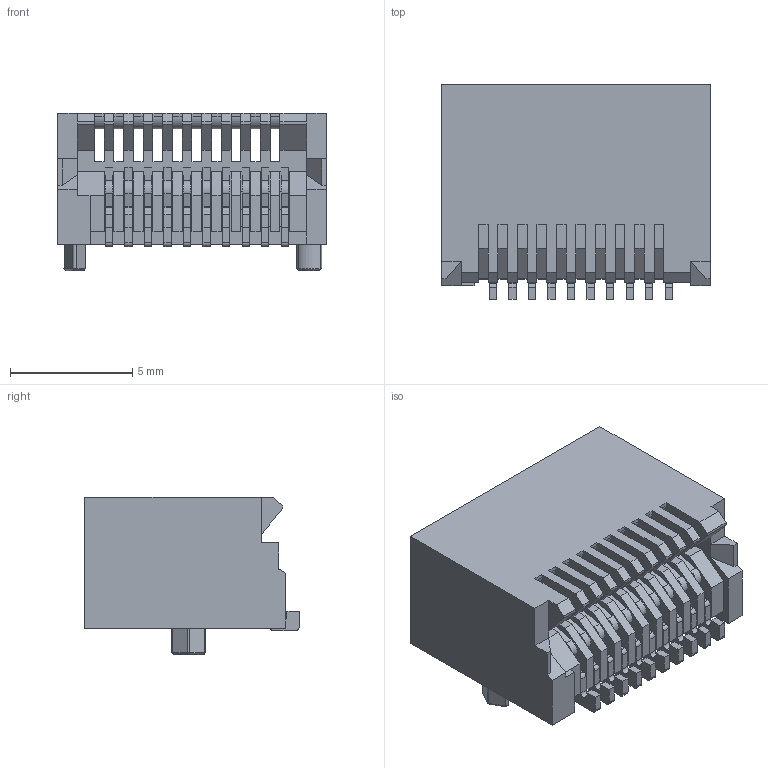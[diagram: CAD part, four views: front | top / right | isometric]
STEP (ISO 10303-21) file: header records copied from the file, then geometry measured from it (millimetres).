
FILE_DESCRIPTION (( 'STEP AP214' ), '1' );
FILE_NAME ('SPF-SMD_744410001.step', '2022-08-03T12:39:18', ( '' ), ( '' ), 'SwSTEP 2.0', 'SolidWorks 2020', '' );
FILE_SCHEMA (( 'AUTOMOTIVE_DESIGN' ));
Length unit declared in the file: millimetre
Products named in the file (1): SPF-SMD_744410001
Bounding box: 11 x 8.78 x 6.47 mm (x, y, z)
Volume: 306.1 mm3; surface area: 1080.1 mm2
Topology: 14 solids, 14 shells, 1176 faces, 3453 edges, 2289 vertices
Faces by surface type: plane 840, cylinder 211, bspline 114, cone 11
Entity records: 53236 total; most frequent: CARTESIAN_POINT 9276, ORIENTED_EDGE 6896, DIRECTION 5770, EDGE_CURVE 3448, LINE 2788, VECTOR 2788, VERTEX_POINT 2289, AXIS2_PLACEMENT_3D 1491
